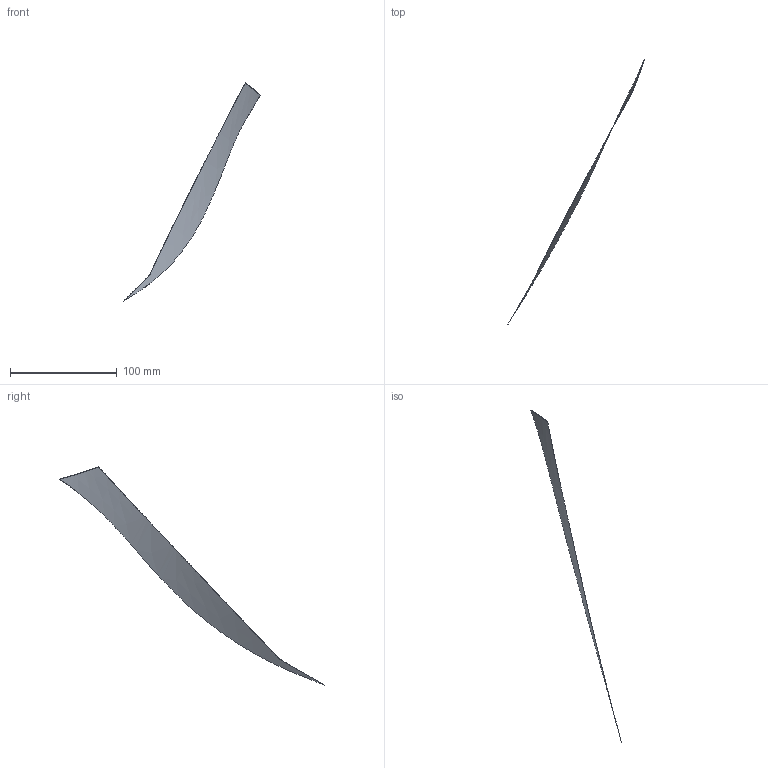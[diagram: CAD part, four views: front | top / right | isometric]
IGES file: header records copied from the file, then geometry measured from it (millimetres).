
Global section: file name: 65708-2 .MC9; native system: MASTERCAM; preprocessor: 1; date: 061026.052655; units: inch
Bounding box: 127.86 x 248.19 x 204.15 mm (x, y, z)
Surface area: 7580.3 mm2 (no closed solid volume)
Topology: 0 solids, 0 shells, 1 faces, 677 edges, 2751 vertices
Faces by surface type: bspline 1
